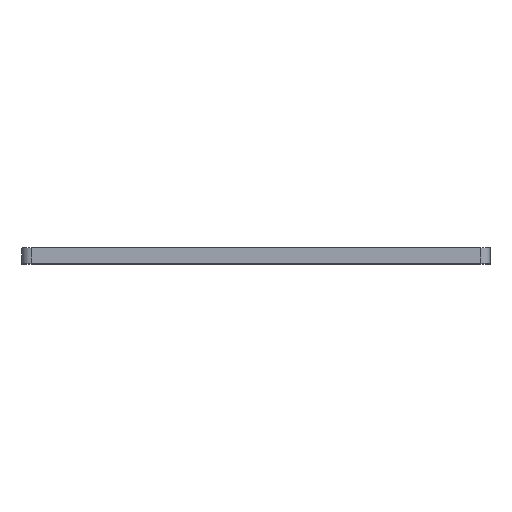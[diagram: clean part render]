
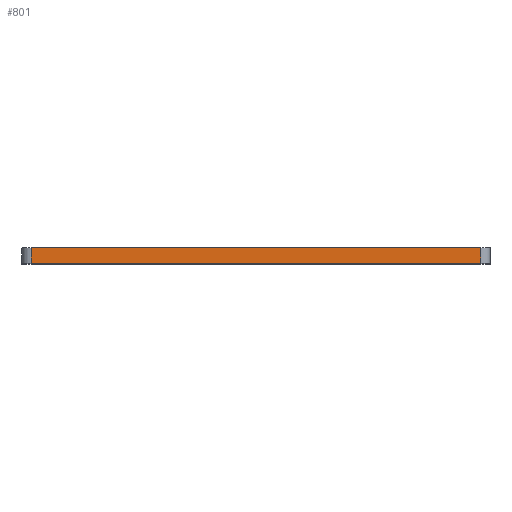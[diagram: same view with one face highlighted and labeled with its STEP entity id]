
A CAD part, top view. The second image highlights one B-rep face of the part: STEP entity #801.
In plain terms, the highlighted planar face has unit normal (0, 0, 1).
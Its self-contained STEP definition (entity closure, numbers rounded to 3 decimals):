
#46 = VECTOR ( 'NONE', #288, 1000. ) ;
#58 = DIRECTION ( 'NONE',  ( 1., 0., 0. ) ) ;
#169 = AXIS2_PLACEMENT_3D ( 'NONE', #1223, #2073, #58 ) ;
#174 = ORIENTED_EDGE ( 'NONE', *, *, #1022, .F. ) ;
#288 = DIRECTION ( 'NONE',  ( 0., -1., 0. ) ) ;
#297 = VECTOR ( 'NONE', #1352, 1000. ) ;
#346 = LINE ( 'NONE', #1198, #1541 ) ;
#502 = VERTEX_POINT ( 'NONE', #797 ) ;
#641 = EDGE_CURVE ( 'NONE', #1889, #1208, #346, .T. ) ;
#653 = CARTESIAN_POINT ( 'NONE',  ( 3., -5., 0. ) ) ;
#797 = CARTESIAN_POINT ( 'NONE',  ( 3., 0., 0. ) ) ;
#801 = ADVANCED_FACE ( 'NONE', ( #909 ), #1243, .T. ) ;
#909 = FACE_OUTER_BOUND ( 'NONE', #1764, .T. ) ;
#985 = CARTESIAN_POINT ( 'NONE',  ( 3., -5., 0. ) ) ;
#1019 = DIRECTION ( 'NONE',  ( 1., 0., 0. ) ) ;
#1022 = EDGE_CURVE ( 'NONE', #502, #1825, #1027, .T. ) ;
#1027 = LINE ( 'NONE', #1473, #1445 ) ;
#1043 = CARTESIAN_POINT ( 'NONE',  ( 147., 0., 0. ) ) ;
#1064 = ORIENTED_EDGE ( 'NONE', *, *, #641, .T. ) ;
#1150 = LINE ( 'NONE', #985, #46 ) ;
#1198 = CARTESIAN_POINT ( 'NONE',  ( 0., -5., 0. ) ) ;
#1208 = VERTEX_POINT ( 'NONE', #1931 ) ;
#1223 = CARTESIAN_POINT ( 'NONE',  ( 0., -5., 0. ) ) ;
#1243 = PLANE ( 'NONE',  #169 ) ;
#1334 = LINE ( 'NONE', #1471, #297 ) ;
#1352 = DIRECTION ( 'NONE',  ( 0., 1., 0. ) ) ;
#1409 = EDGE_CURVE ( 'NONE', #1208, #1825, #1334, .T. ) ;
#1426 = ORIENTED_EDGE ( 'NONE', *, *, #1409, .T. ) ;
#1445 = VECTOR ( 'NONE', #1846, 1000. ) ;
#1471 = CARTESIAN_POINT ( 'NONE',  ( 147., -5., 0. ) ) ;
#1473 = CARTESIAN_POINT ( 'NONE',  ( 0., 0., 0. ) ) ;
#1541 = VECTOR ( 'NONE', #1019, 1000. ) ;
#1671 = EDGE_CURVE ( 'NONE', #502, #1889, #1150, .T. ) ;
#1764 = EDGE_LOOP ( 'NONE', ( #1064, #1426, #174, #2113 ) ) ;
#1825 = VERTEX_POINT ( 'NONE', #1043 ) ;
#1846 = DIRECTION ( 'NONE',  ( 1., 0., 0. ) ) ;
#1889 = VERTEX_POINT ( 'NONE', #653 ) ;
#1931 = CARTESIAN_POINT ( 'NONE',  ( 147., -5., 0. ) ) ;
#2073 = DIRECTION ( 'NONE',  ( 0., 0., 1. ) ) ;
#2113 = ORIENTED_EDGE ( 'NONE', *, *, #1671, .T. ) ;
